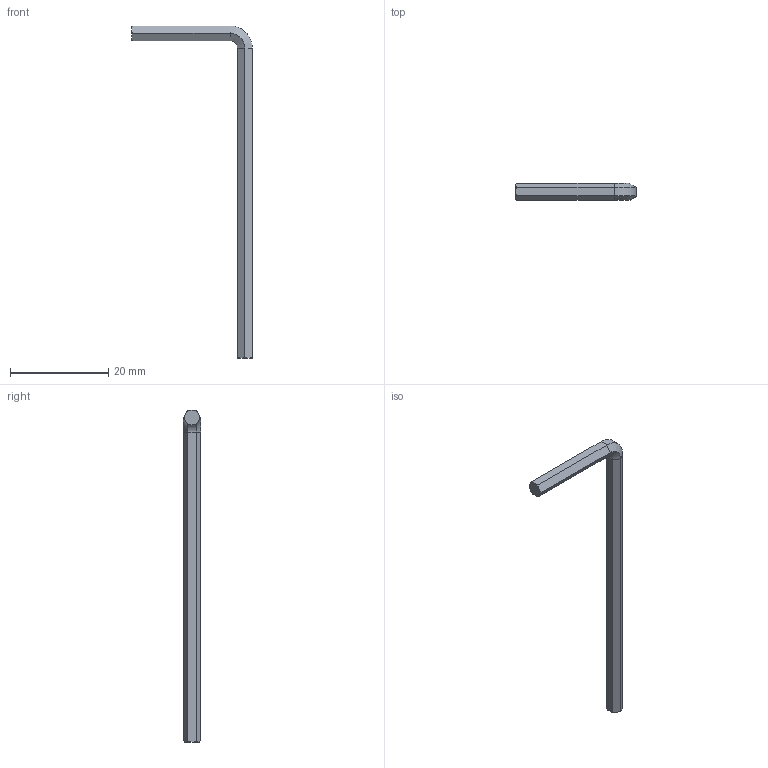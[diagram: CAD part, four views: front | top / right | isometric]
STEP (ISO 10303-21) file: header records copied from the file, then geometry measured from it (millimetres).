
FILE_DESCRIPTION(('FreeCAD Model'),'2;1');
FILE_NAME('Open CASCADE Shape Model','2025-03-27T18:25:20',(''),(''), 'Open CASCADE STEP processor 7.7','FreeCAD','Unknown');
FILE_SCHEMA(('AUTOMOTIVE_DESIGN { 1 0 10303 214 1 1 1 1 }'));
Length unit declared in the file: millimetre
Products named in the file (1): 3-HexKey
Bounding box: 24.5 x 3.46 x 67.5 mm (x, y, z)
Volume: 683.6 mm3; surface area: 926.3 mm2
Topology: 1 solids, 1 shells, 32 faces, 78 edges, 48 vertices
Faces by surface type: cone 16, plane 14, cylinder 2
Entity records: 970 total; most frequent: DIRECTION 186, CARTESIAN_POINT 159, ORIENTED_EDGE 156, EDGE_CURVE 78, AXIS2_PLACEMENT_3D 75, VERTEX_POINT 48, LINE 36, VECTOR 36
